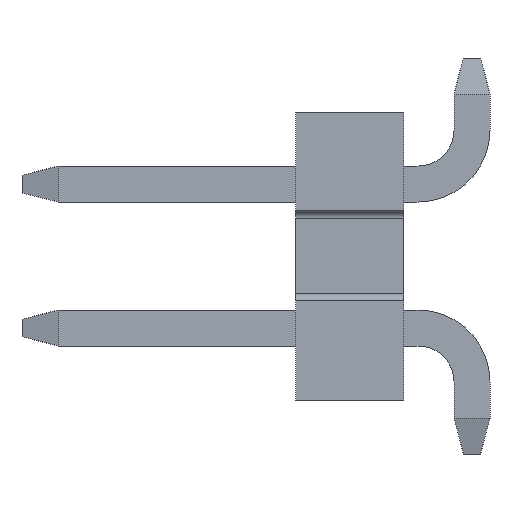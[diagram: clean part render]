
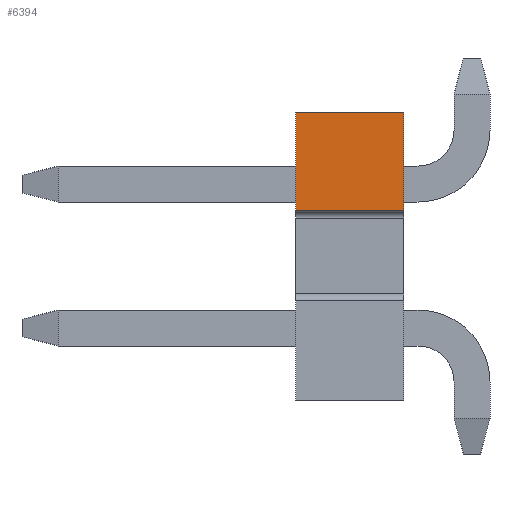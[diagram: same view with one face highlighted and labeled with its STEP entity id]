
A CAD part, left-side view. The second image highlights one B-rep face of the part: STEP entity #6394.
In plain terms, the highlighted planar face has unit normal (-1, 0, 0).
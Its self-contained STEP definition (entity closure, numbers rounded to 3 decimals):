
#525=DIRECTION('',(0.,-1.,0.));
#526=VECTOR('',#525,1.5);
#527=CARTESIAN_POINT('',(-3.95,0.75,2.));
#528=LINE('',#527,#526);
#857=DIRECTION('',(0.,0.,1.));
#858=VECTOR('',#857,1.375);
#859=CARTESIAN_POINT('',(-3.95,-0.75,0.625));
#860=LINE('',#859,#858);
#1945=DIRECTION('',(0.,-1.,0.));
#1946=VECTOR('',#1945,1.5);
#1947=CARTESIAN_POINT('',(-3.95,0.75,0.625));
#1948=LINE('',#1947,#1946);
#1949=DIRECTION('',(0.,0.,1.));
#1950=VECTOR('',#1949,1.375);
#1951=CARTESIAN_POINT('',(-3.95,0.75,0.625));
#1952=LINE('',#1951,#1950);
#2761=CARTESIAN_POINT('',(-3.95,0.75,2.));
#2762=CARTESIAN_POINT('',(-3.95,-0.75,2.));
#2763=VERTEX_POINT('',#2761);
#2764=VERTEX_POINT('',#2762);
#2921=CARTESIAN_POINT('',(-3.95,0.75,0.625));
#2922=CARTESIAN_POINT('',(-3.95,-0.75,0.625));
#2923=VERTEX_POINT('',#2921);
#2924=VERTEX_POINT('',#2922);
#6382=CARTESIAN_POINT('',(-3.95,0.75,-2.));
#6383=DIRECTION('',(-1.,0.,0.));
#6384=DIRECTION('',(0.,-1.,0.));
#6385=AXIS2_PLACEMENT_3D('',#6382,#6383,#6384);
#6386=PLANE('',#6385);
#6388=ORIENTED_EDGE('',*,*,#6387,.F.);
#6389=ORIENTED_EDGE('',*,*,#3774,.T.);
#6390=ORIENTED_EDGE('',*,*,#3986,.T.);
#6391=ORIENTED_EDGE('',*,*,#4496,.F.);
#6392=EDGE_LOOP('',(#6388,#6389,#6390,#6391));
#6393=FACE_OUTER_BOUND('',#6392,.F.);
#6394=ADVANCED_FACE('',(#6393),#6386,.T.);
#3774=EDGE_CURVE('',#2923,#2763,#1952,.T.);
#3986=EDGE_CURVE('',#2763,#2764,#528,.T.);
#4496=EDGE_CURVE('',#2924,#2764,#860,.T.);
#6387=EDGE_CURVE('',#2923,#2924,#1948,.T.);
